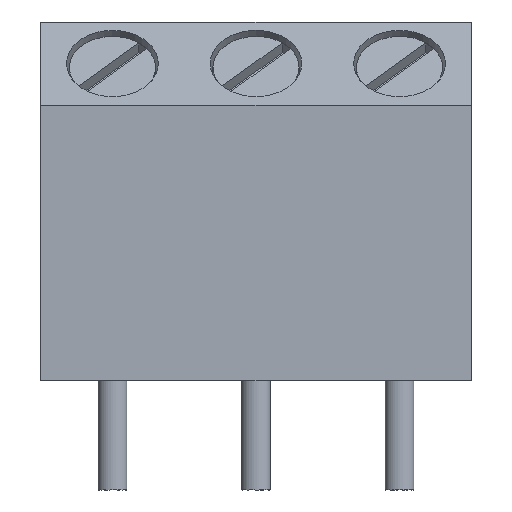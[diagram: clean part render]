
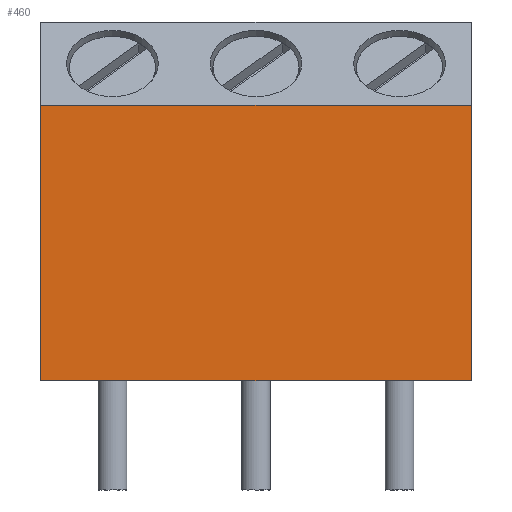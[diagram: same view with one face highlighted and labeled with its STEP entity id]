
A CAD part, front view. The second image highlights one B-rep face of the part: STEP entity #460.
In plain terms, the highlighted planar face has unit normal (0, -1, 0).
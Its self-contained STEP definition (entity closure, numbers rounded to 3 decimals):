
#460=ADVANCED_FACE('',(#1303),#1305,.T.);
#1303=FACE_BOUND('',#1304,.T.);
#1304=EDGE_LOOP('',(#1992,#1993,#1994,#1995));
#1305=PLANE('',#1306);
#1306=AXIS2_PLACEMENT_3D('',#1307,#1308,#1309);
#1307=CARTESIAN_POINT('',(-7.5,-6.25,0.));
#1308=DIRECTION('',(0.,-1.,0.));
#1309=DIRECTION('',(1.,0.,0.));
#1992=ORIENTED_EDGE('',*,*,#2331,.T.);
#1993=ORIENTED_EDGE('',*,*,#2289,.F.);
#1994=ORIENTED_EDGE('',*,*,#2335,.T.);
#1995=ORIENTED_EDGE('',*,*,#2280,.T.);
#2280=EDGE_CURVE('',#2536,#2534,#2537,.T.);
#2289=EDGE_CURVE('',#2549,#2545,#2551,.T.);
#2331=EDGE_CURVE('',#2534,#2545,#2617,.F.);
#2335=EDGE_CURVE('',#2549,#2536,#2624,.T.);
#2534=VERTEX_POINT('',#3002);
#2536=VERTEX_POINT('',#3006);
#2537=LINE('',#3007,#3008);
#2545=VERTEX_POINT('',#3027);
#2549=VERTEX_POINT('',#3035);
#2551=LINE('',#3039,#3040);
#2617=LINE('',#3201,#3202);
#2624=LINE('',#3219,#3220);
#3002=CARTESIAN_POINT('',(7.5,-6.25,9.607));
#3006=CARTESIAN_POINT('',(7.5,-6.25,0.));
#3007=CARTESIAN_POINT('',(7.5,-6.25,0.));
#3008=VECTOR('',#3009,1.);
#3009=DIRECTION('',(0.,0.,1.));
#3027=CARTESIAN_POINT('',(-7.5,-6.25,9.607));
#3035=CARTESIAN_POINT('',(-7.5,-6.25,0.));
#3039=CARTESIAN_POINT('',(-7.5,-6.25,0.));
#3040=VECTOR('',#3041,1.);
#3041=DIRECTION('',(0.,0.,1.));
#3201=CARTESIAN_POINT('',(-7.5,-6.25,9.607));
#3202=VECTOR('',#3203,1.);
#3203=DIRECTION('',(1.,0.,0.));
#3219=CARTESIAN_POINT('',(-7.5,-6.25,0.));
#3220=VECTOR('',#3221,1.);
#3221=DIRECTION('',(1.,0.,0.));
